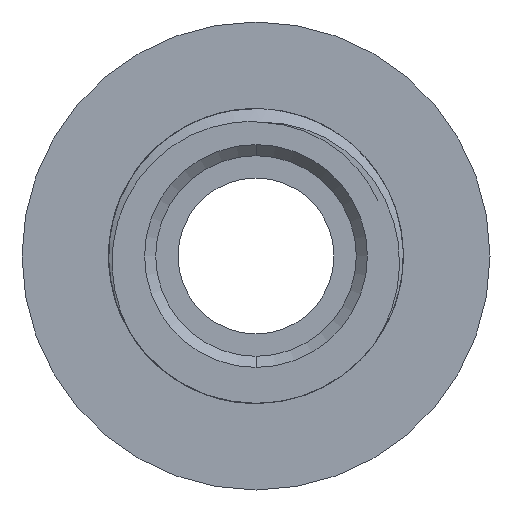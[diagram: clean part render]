
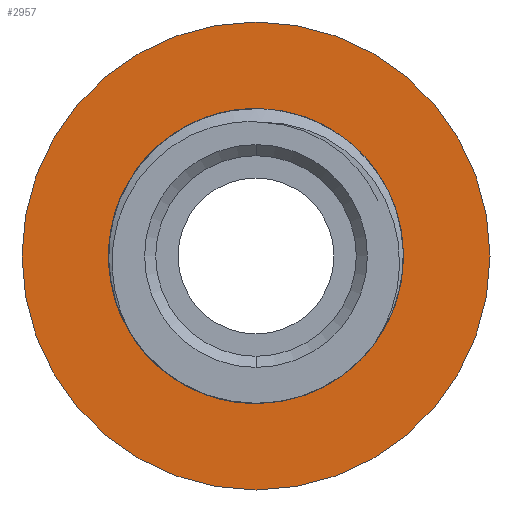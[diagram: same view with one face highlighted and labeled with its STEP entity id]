
A CAD part, front view. The second image highlights one B-rep face of the part: STEP entity #2957.
In plain terms, the highlighted planar face has unit normal (0, -1, 0).
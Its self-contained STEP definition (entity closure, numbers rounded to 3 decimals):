
#165 = DIRECTION ( 'NONE',  ( 0., -1., 0. ) ) ;
#285 = VERTEX_POINT ( 'NONE', #673 ) ;
#332 = ORIENTED_EDGE ( 'NONE', *, *, #922, .T. ) ;
#353 = AXIS2_PLACEMENT_3D ( 'NONE', #4925, #3015, #666 ) ;
#586 = VERTEX_POINT ( 'NONE', #2741 ) ;
#612 = CARTESIAN_POINT ( 'NONE',  ( 0., -7., 21. ) ) ;
#666 = DIRECTION ( 'NONE',  ( 0., 0., -1. ) ) ;
#673 = CARTESIAN_POINT ( 'NONE',  ( 0., -7., 13.25 ) ) ;
#770 = AXIS2_PLACEMENT_3D ( 'NONE', #2522, #165, #2915 ) ;
#836 = FACE_OUTER_BOUND ( 'NONE', #2176, .T. ) ;
#922 = EDGE_CURVE ( 'NONE', #1283, #586, #2277, .T. ) ;
#1183 = CIRCLE ( 'NONE', #3154, 21. ) ;
#1225 = ORIENTED_EDGE ( 'NONE', *, *, #3574, .T. ) ;
#1277 = DIRECTION ( 'NONE',  ( 0., -1., 0. ) ) ;
#1283 = VERTEX_POINT ( 'NONE', #612 ) ;
#1359 = EDGE_LOOP ( 'NONE', ( #3127, #3654 ) ) ;
#1698 = AXIS2_PLACEMENT_3D ( 'NONE', #1971, #4691, #2372 ) ;
#1756 = FACE_BOUND ( 'NONE', #1359, .T. ) ;
#1942 = DIRECTION ( 'NONE',  ( 0., -1., 0. ) ) ;
#1971 = CARTESIAN_POINT ( 'NONE',  ( 0., -7., 0. ) ) ;
#2009 = CIRCLE ( 'NONE', #2302, 13.25 ) ;
#2176 = EDGE_LOOP ( 'NONE', ( #332, #1225 ) ) ;
#2277 = CIRCLE ( 'NONE', #770, 21. ) ;
#2302 = AXIS2_PLACEMENT_3D ( 'NONE', #3644, #1277, #4037 ) ;
#2372 = DIRECTION ( 'NONE',  ( 0., 0., -1. ) ) ;
#2522 = CARTESIAN_POINT ( 'NONE',  ( 0., -7., 0. ) ) ;
#2623 = PLANE ( 'NONE',  #353 ) ;
#2741 = CARTESIAN_POINT ( 'NONE',  ( 0., -7., -21. ) ) ;
#2749 = CARTESIAN_POINT ( 'NONE',  ( 0., -7., -13.25 ) ) ;
#2779 = EDGE_CURVE ( 'NONE', #4784, #285, #2009, .T. ) ;
#2915 = DIRECTION ( 'NONE',  ( 0., 0., -1. ) ) ;
#2957 = ADVANCED_FACE ( 'NONE', ( #836, #1756 ), #2623, .T. ) ;
#3015 = DIRECTION ( 'NONE',  ( 0., -1., 0. ) ) ;
#3127 = ORIENTED_EDGE ( 'NONE', *, *, #4798, .F. ) ;
#3154 = AXIS2_PLACEMENT_3D ( 'NONE', #4291, #1942, #4674 ) ;
#3574 = EDGE_CURVE ( 'NONE', #586, #1283, #1183, .T. ) ;
#3644 = CARTESIAN_POINT ( 'NONE',  ( 0., -7., 0. ) ) ;
#3654 = ORIENTED_EDGE ( 'NONE', *, *, #2779, .F. ) ;
#3707 = CIRCLE ( 'NONE', #1698, 13.25 ) ;
#4037 = DIRECTION ( 'NONE',  ( 0., 0., -1. ) ) ;
#4291 = CARTESIAN_POINT ( 'NONE',  ( 0., -7., 0. ) ) ;
#4674 = DIRECTION ( 'NONE',  ( 0., 0., -1. ) ) ;
#4691 = DIRECTION ( 'NONE',  ( 0., -1., 0. ) ) ;
#4784 = VERTEX_POINT ( 'NONE', #2749 ) ;
#4798 = EDGE_CURVE ( 'NONE', #285, #4784, #3707, .T. ) ;
#4925 = CARTESIAN_POINT ( 'NONE',  ( 0., -7., 0. ) ) ;
